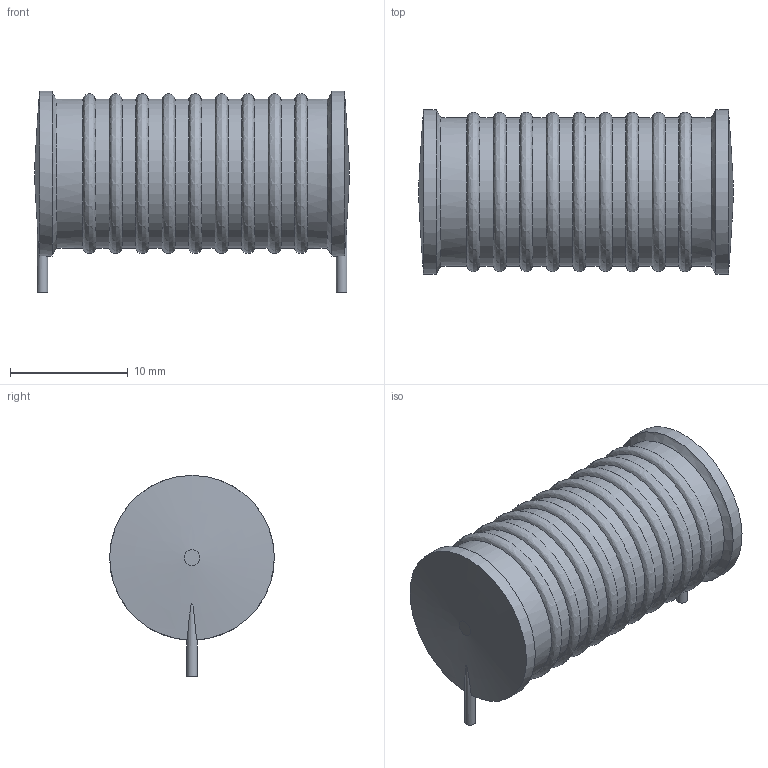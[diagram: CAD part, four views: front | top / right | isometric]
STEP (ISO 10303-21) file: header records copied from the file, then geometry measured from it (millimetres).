
FILE_DESCRIPTION(('FreeCAD Model'),'2;1');
FILE_NAME('L_Axial_L26.7mm_D14.0mm_P25.40mm_Horizontal_Vishay_IHA-104.step', '2018-01-10T11:36:46',('kicad StepUp'),('ksu MCAD'), 'Open CASCADE STEP processor 6.8','FreeCAD','Unknown');
FILE_SCHEMA(('AUTOMOTIVE_DESIGN_CC2 { 1 2 10303 214 -1 1 5 4 }'));
Length unit declared in the file: millimetre
Products named in the file (1): L_Axial_L26.7mm_D14.0mm_P25.40mm_Horizontal_Vishay_IHA-104
Bounding box: 26.67 x 13.97 x 17.07 mm (x, y, z)
Volume: 3505.1 mm3; surface area: 1580.2 mm2
Topology: 1 solids, 1 shells, 31 faces, 65 edges, 36 vertices
Faces by surface type: cylinder 14, revolution 13, plane 4
Full cylindrical faces by diameter (mm): 0.9 x2, 12.636 x10, 13.97 x2
Entity records: 3044 total; most frequent: CARTESIAN_POINT 2559, ORIENTED_EDGE 104, EDGE_CURVE 65, VERTEX_POINT 36, AXIS2_PLACEMENT_3D 33, ADVANCED_FACE 31, FACE_BOUND 31, EDGE_LOOP 31
